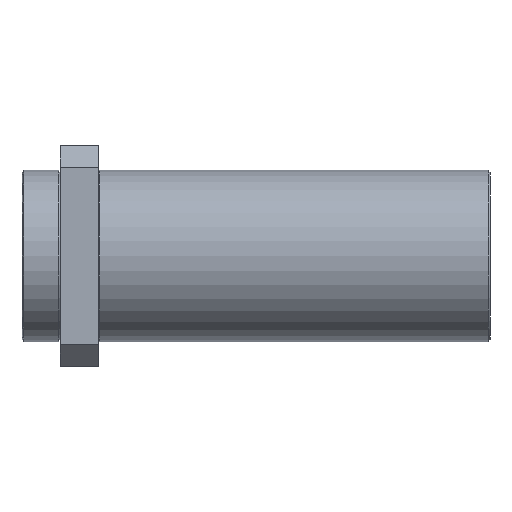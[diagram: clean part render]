
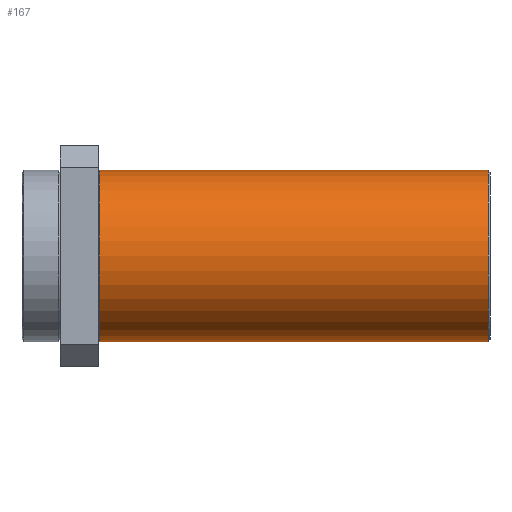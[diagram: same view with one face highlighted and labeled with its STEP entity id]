
A CAD part, front view. The second image highlights one B-rep face of the part: STEP entity #167.
In plain terms, the highlighted cylindrical face has radius 22.5 mm (diameter 45 mm), a partial arc.
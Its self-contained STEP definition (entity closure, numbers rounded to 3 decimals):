
#36 = AXIS2_PLACEMENT_3D ( 'NONE', #1034, #1137, #1134 ) ;
#101 = AXIS2_PLACEMENT_3D ( 'NONE', #1386, #1391, #1392 ) ;
#112 = AXIS2_PLACEMENT_3D ( 'NONE', #1416, #1423, #1424 ) ;
#167 = ADVANCED_FACE ( 'NONE', ( #867 ), #860, .T. ) ;
#214 = CIRCLE ( 'NONE', #101, 22.5 ) ;
#227 = CIRCLE ( 'NONE', #112, 22.5 ) ;
#423 = EDGE_LOOP ( 'NONE', ( #477, #478, #479, #433 ) ) ;
#433 = ORIENTED_EDGE ( 'NONE', *, *, #782, .T. ) ;
#477 = ORIENTED_EDGE ( 'NONE', *, *, #748, .F. ) ;
#478 = ORIENTED_EDGE ( 'NONE', *, *, #967, .F. ) ;
#479 = ORIENTED_EDGE ( 'NONE', *, *, #750, .T. ) ;
#748 = EDGE_CURVE ( 'NONE', #1602, #1596, #932, .T. ) ;
#750 = EDGE_CURVE ( 'NONE', #1585, #1610, #929, .T. ) ;
#782 = EDGE_CURVE ( 'NONE', #1610, #1596, #214, .T. ) ;
#860 = CYLINDRICAL_SURFACE ( 'NONE', #36, 22.5 ) ;
#867 = FACE_OUTER_BOUND ( 'NONE', #423, .T. ) ;
#929 = LINE ( 'NONE', #1298, #934 ) ;
#932 = LINE ( 'NONE', #1314, #936 ) ;
#934 = VECTOR ( 'NONE', #1325, 1000. ) ;
#936 = VECTOR ( 'NONE', #1321, 1000. ) ;
#967 = EDGE_CURVE ( 'NONE', #1585, #1602, #227, .T. ) ;
#1034 = CARTESIAN_POINT ( 'NONE',  ( -10., 0., 0. ) ) ;
#1134 = DIRECTION ( 'NONE',  ( 0., 0., -1. ) ) ;
#1137 = DIRECTION ( 'NONE',  ( 1., 0., 0. ) ) ;
#1298 = CARTESIAN_POINT ( 'NONE',  ( -10., 0., -22.5 ) ) ;
#1314 = CARTESIAN_POINT ( 'NONE',  ( -10., 0., 22.5 ) ) ;
#1321 = DIRECTION ( 'NONE',  ( 1., 0., 0. ) ) ;
#1325 = DIRECTION ( 'NONE',  ( 1., 0., 0. ) ) ;
#1386 = CARTESIAN_POINT ( 'NONE',  ( 112.5, 0., 0. ) ) ;
#1391 = DIRECTION ( 'NONE',  ( -1., 0., 0. ) ) ;
#1392 = DIRECTION ( 'NONE',  ( 0., 0., -1. ) ) ;
#1416 = CARTESIAN_POINT ( 'NONE',  ( 10.3, 0., 0. ) ) ;
#1423 = DIRECTION ( 'NONE',  ( -1., 0., 0. ) ) ;
#1424 = DIRECTION ( 'NONE',  ( 0., 0., 1. ) ) ;
#1501 = CARTESIAN_POINT ( 'NONE',  ( 10.3, 0., -22.5 ) ) ;
#1510 = CARTESIAN_POINT ( 'NONE',  ( 112.5, 0., 22.5 ) ) ;
#1516 = CARTESIAN_POINT ( 'NONE',  ( 10.3, 0., 22.5 ) ) ;
#1524 = CARTESIAN_POINT ( 'NONE',  ( 112.5, 0., -22.5 ) ) ;
#1585 = VERTEX_POINT ( 'NONE', #1501 ) ;
#1596 = VERTEX_POINT ( 'NONE', #1510 ) ;
#1602 = VERTEX_POINT ( 'NONE', #1516 ) ;
#1610 = VERTEX_POINT ( 'NONE', #1524 ) ;
